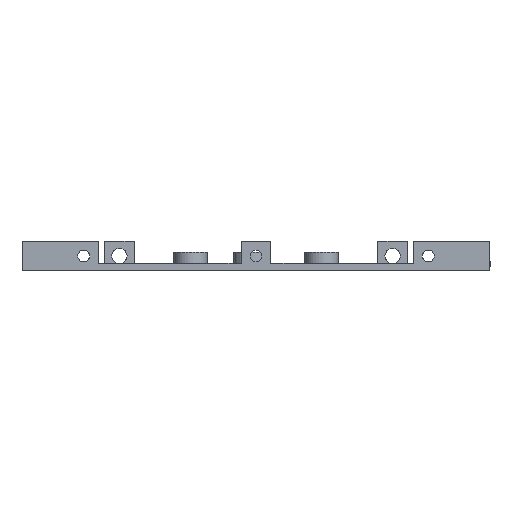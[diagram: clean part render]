
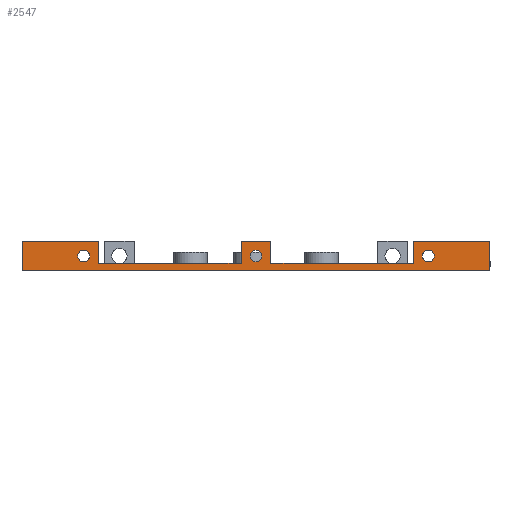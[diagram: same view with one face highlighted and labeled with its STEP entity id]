
A CAD part, front view. The second image highlights one B-rep face of the part: STEP entity #2547.
In plain terms, the highlighted planar face has unit normal (0, -1, 0).
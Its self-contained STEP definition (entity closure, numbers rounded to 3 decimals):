
#58=FACE_BOUND('',#265,.T.);
#59=FACE_BOUND('',#266,.T.);
#60=FACE_BOUND('',#267,.T.);
#126=FACE_OUTER_BOUND('',#264,.T.);
#264=EDGE_LOOP('',(#1857,#1858,#1859,#1860,#1861,#1862,#1863,#1864,#1865,
#1866,#1867,#1868));
#265=EDGE_LOOP('',(#1869));
#266=EDGE_LOOP('',(#1870));
#267=EDGE_LOOP('',(#1871));
#457=LINE('',#3868,#732);
#461=LINE('',#3877,#736);
#466=LINE('',#3888,#741);
#470=LINE('',#3896,#745);
#471=LINE('',#3898,#746);
#472=LINE('',#3900,#747);
#473=LINE('',#3902,#748);
#474=LINE('',#3904,#749);
#475=LINE('',#3906,#750);
#476=LINE('',#3907,#751);
#477=LINE('',#3908,#752);
#478=LINE('',#3909,#753);
#732=VECTOR('',#3121,10.);
#736=VECTOR('',#3127,10.);
#741=VECTOR('',#3134,10.);
#745=VECTOR('',#3140,10.);
#746=VECTOR('',#3141,10.);
#747=VECTOR('',#3142,10.);
#748=VECTOR('',#3143,10.);
#749=VECTOR('',#3144,10.);
#750=VECTOR('',#3145,10.);
#751=VECTOR('',#3146,10.);
#752=VECTOR('',#3147,10.);
#753=VECTOR('',#3148,10.);
#965=CIRCLE('',#2731,1.6);
#966=CIRCLE('',#2732,1.6);
#967=CIRCLE('',#2733,1.6);
#1109=VERTEX_POINT('',#3865);
#1110=VERTEX_POINT('',#3867);
#1113=VERTEX_POINT('',#3874);
#1114=VERTEX_POINT('',#3876);
#1118=VERTEX_POINT('',#3885);
#1119=VERTEX_POINT('',#3887);
#1122=VERTEX_POINT('',#3895);
#1123=VERTEX_POINT('',#3897);
#1124=VERTEX_POINT('',#3899);
#1125=VERTEX_POINT('',#3901);
#1126=VERTEX_POINT('',#3903);
#1127=VERTEX_POINT('',#3905);
#1128=VERTEX_POINT('',#3910);
#1129=VERTEX_POINT('',#3912);
#1130=VERTEX_POINT('',#3914);
#1394=EDGE_CURVE('',#1110,#1109,#457,.T.);
#1398=EDGE_CURVE('',#1113,#1114,#461,.T.);
#1403=EDGE_CURVE('',#1119,#1118,#466,.T.);
#1407=EDGE_CURVE('',#1109,#1122,#470,.T.);
#1408=EDGE_CURVE('',#1122,#1123,#471,.T.);
#1409=EDGE_CURVE('',#1123,#1124,#472,.T.);
#1410=EDGE_CURVE('',#1124,#1125,#473,.T.);
#1411=EDGE_CURVE('',#1125,#1126,#474,.T.);
#1412=EDGE_CURVE('',#1126,#1127,#475,.T.);
#1413=EDGE_CURVE('',#1119,#1127,#476,.T.);
#1414=EDGE_CURVE('',#1118,#1114,#477,.T.);
#1415=EDGE_CURVE('',#1113,#1110,#478,.T.);
#1416=EDGE_CURVE('',#1128,#1128,#965,.T.);
#1417=EDGE_CURVE('',#1129,#1129,#966,.T.);
#1418=EDGE_CURVE('',#1130,#1130,#967,.T.);
#1857=ORIENTED_EDGE('',*,*,#1394,.T.);
#1858=ORIENTED_EDGE('',*,*,#1407,.T.);
#1859=ORIENTED_EDGE('',*,*,#1408,.T.);
#1860=ORIENTED_EDGE('',*,*,#1409,.T.);
#1861=ORIENTED_EDGE('',*,*,#1410,.T.);
#1862=ORIENTED_EDGE('',*,*,#1411,.T.);
#1863=ORIENTED_EDGE('',*,*,#1412,.T.);
#1864=ORIENTED_EDGE('',*,*,#1413,.F.);
#1865=ORIENTED_EDGE('',*,*,#1403,.T.);
#1866=ORIENTED_EDGE('',*,*,#1414,.T.);
#1867=ORIENTED_EDGE('',*,*,#1398,.F.);
#1868=ORIENTED_EDGE('',*,*,#1415,.T.);
#1869=ORIENTED_EDGE('',*,*,#1416,.F.);
#1870=ORIENTED_EDGE('',*,*,#1417,.F.);
#1871=ORIENTED_EDGE('',*,*,#1418,.F.);
#2434=PLANE('',#2730);
#2547=ADVANCED_FACE('',(#126,#58,#59,#60),#2434,.T.);
#2730=AXIS2_PLACEMENT_3D('',#3894,#3138,#3139);
#2731=AXIS2_PLACEMENT_3D('',#3911,#3149,#3150);
#2732=AXIS2_PLACEMENT_3D('',#3913,#3151,#3152);
#2733=AXIS2_PLACEMENT_3D('',#3915,#3153,#3154);
#3121=DIRECTION('',(-1.,0.,0.));
#3127=DIRECTION('',(-1.,0.,0.));
#3134=DIRECTION('',(-1.,0.,0.));
#3138=DIRECTION('center_axis',(0.,-1.,0.));
#3139=DIRECTION('ref_axis',(1.,0.,0.));
#3140=DIRECTION('',(0.,0.,-1.));
#3141=DIRECTION('',(-1.,0.,0.));
#3142=DIRECTION('',(0.,0.,1.));
#3143=DIRECTION('',(-1.,0.,0.));
#3144=DIRECTION('',(0.,0.,-1.));
#3145=DIRECTION('',(-1.,0.,0.));
#3146=DIRECTION('',(0.,0.,-1.));
#3147=DIRECTION('',(0.,0.,-1.));
#3148=DIRECTION('',(0.,0.,1.));
#3149=DIRECTION('center_axis',(0.,-1.,0.));
#3150=DIRECTION('ref_axis',(-1.,0.,0.));
#3151=DIRECTION('center_axis',(0.,-1.,0.));
#3152=DIRECTION('ref_axis',(-1.,0.,0.));
#3153=DIRECTION('center_axis',(0.,-1.,0.));
#3154=DIRECTION('ref_axis',(-1.,0.,0.));
#3865=CARTESIAN_POINT('',(42.,-145.,-62.));
#3867=CARTESIAN_POINT('',(62.5,-145.,-62.));
#3868=CARTESIAN_POINT('',(-6.005,-145.,-62.));
#3874=CARTESIAN_POINT('',(62.5,-145.,-70.));
#3876=CARTESIAN_POINT('',(-62.5,-145.,-70.));
#3877=CARTESIAN_POINT('',(-78.875,-145.,-70.));
#3885=CARTESIAN_POINT('',(-62.5,-145.,-62.));
#3887=CARTESIAN_POINT('',(-42.,-145.,-62.));
#3888=CARTESIAN_POINT('',(-58.245,-145.,-62.));
#3894=CARTESIAN_POINT('Origin',(-64.25,-145.,-31.));
#3895=CARTESIAN_POINT('',(42.,-145.,-68.));
#3896=CARTESIAN_POINT('',(42.,-145.,-62.));
#3897=CARTESIAN_POINT('',(4.,-145.,-68.));
#3898=CARTESIAN_POINT('',(-68.875,-145.,-68.));
#3899=CARTESIAN_POINT('',(4.,-145.,-62.));
#3900=CARTESIAN_POINT('',(4.,-145.,-70.));
#3901=CARTESIAN_POINT('',(-4.,-145.,-62.));
#3902=CARTESIAN_POINT('',(4.,-145.,-62.));
#3903=CARTESIAN_POINT('',(-4.,-145.,-68.));
#3904=CARTESIAN_POINT('',(-4.,-145.,-62.));
#3905=CARTESIAN_POINT('',(-42.,-145.,-68.));
#3906=CARTESIAN_POINT('',(-68.875,-145.,-68.));
#3907=CARTESIAN_POINT('',(-42.,-145.,-62.));
#3908=CARTESIAN_POINT('',(-62.5,-145.,-50.5));
#3909=CARTESIAN_POINT('',(62.5,-145.,-46.5));
#3910=CARTESIAN_POINT('',(-44.4,-145.,-66.));
#3911=CARTESIAN_POINT('Origin',(-46.,-145.,-66.));
#3912=CARTESIAN_POINT('',(1.6,-145.,-66.));
#3913=CARTESIAN_POINT('Origin',(0.,-145.,-66.));
#3914=CARTESIAN_POINT('',(47.6,-145.,-66.));
#3915=CARTESIAN_POINT('Origin',(46.,-145.,-66.));
